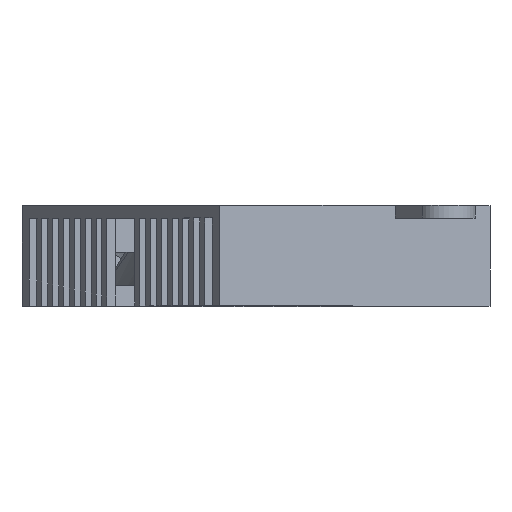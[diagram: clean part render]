
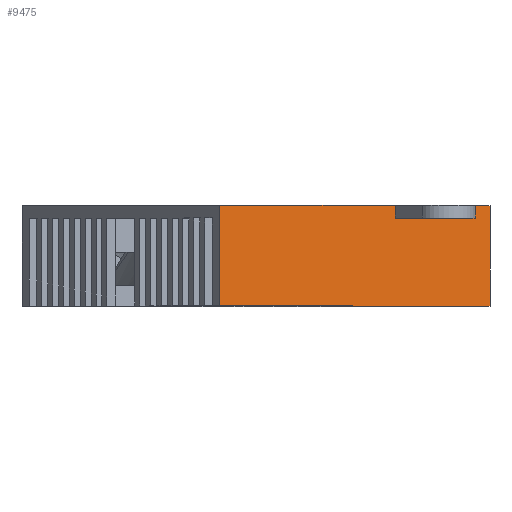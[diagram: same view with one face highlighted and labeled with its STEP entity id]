
A CAD part, top view. The second image highlights one B-rep face of the part: STEP entity #9475.
In plain terms, the highlighted face is planar.
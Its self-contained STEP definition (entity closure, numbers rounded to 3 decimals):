
#115 = EDGE_CURVE ( 'NONE', #15045, #17289, #8465, .T. ) ;
#224 = VERTEX_POINT ( 'NONE', #11977 ) ;
#231 = VECTOR ( 'NONE', #18050, 1000. ) ;
#340 = DIRECTION ( 'NONE',  ( -1., 0., 0. ) ) ;
#2245 = VECTOR ( 'NONE', #15688, 1000. ) ;
#2998 = CARTESIAN_POINT ( 'NONE',  ( 20., 0., -6. ) ) ;
#3123 = LINE ( 'NONE', #8587, #19459 ) ;
#3185 = CARTESIAN_POINT ( 'NONE',  ( 20., -1.5, -20. ) ) ;
#3538 = CARTESIAN_POINT ( 'NONE',  ( 20., -12., 20. ) ) ;
#3672 = ORIENTED_EDGE ( 'NONE', *, *, #19214, .F. ) ;
#3964 = CARTESIAN_POINT ( 'NONE',  ( 20., -12., -20. ) ) ;
#4212 = CARTESIAN_POINT ( 'NONE',  ( 20., 0., 20. ) ) ;
#4788 = DIRECTION ( 'NONE',  ( 0., 0., 1. ) ) ;
#5027 = LINE ( 'NONE', #20032, #19677 ) ;
#5334 = VECTOR ( 'NONE', #7726, 1000. ) ;
#5427 = ORIENTED_EDGE ( 'NONE', *, *, #17576, .T. ) ;
#5509 = EDGE_CURVE ( 'NONE', #23358, #18010, #13744, .T. ) ;
#5679 = DIRECTION ( 'NONE',  ( 0., 0., 1. ) ) ;
#6417 = EDGE_CURVE ( 'NONE', #23358, #224, #12407, .T. ) ;
#6633 = DIRECTION ( 'NONE',  ( 0., 0., 1. ) ) ;
#7497 = CARTESIAN_POINT ( 'NONE',  ( 20., -1.5, 0. ) ) ;
#7726 = DIRECTION ( 'NONE',  ( 0., 1., 0. ) ) ;
#7859 = LINE ( 'NONE', #9672, #5334 ) ;
#8042 = ORIENTED_EDGE ( 'NONE', *, *, #18562, .T. ) ;
#8266 = CARTESIAN_POINT ( 'NONE',  ( 20., -12., 0. ) ) ;
#8465 = LINE ( 'NONE', #12105, #22544 ) ;
#8558 = CARTESIAN_POINT ( 'NONE',  ( 20., -1.5, -6. ) ) ;
#8587 = CARTESIAN_POINT ( 'NONE',  ( 20., -1.5, -6. ) ) ;
#8608 = VERTEX_POINT ( 'NONE', #8558 ) ;
#9475 = ADVANCED_FACE ( 'NONE', ( #11261 ), #15183, .F. ) ;
#9563 = VECTOR ( 'NONE', #22325, 1000. ) ;
#9672 = CARTESIAN_POINT ( 'NONE',  ( 20., -1.5, -13. ) ) ;
#10129 = EDGE_CURVE ( 'NONE', #21582, #8608, #23577, .T. ) ;
#11261 = FACE_OUTER_BOUND ( 'NONE', #13428, .T. ) ;
#11956 = DIRECTION ( 'NONE',  ( 0., 1., 0. ) ) ;
#11977 = CARTESIAN_POINT ( 'NONE',  ( 20., 0., -20. ) ) ;
#12105 = CARTESIAN_POINT ( 'NONE',  ( 20., 0., 0. ) ) ;
#12198 = CARTESIAN_POINT ( 'NONE',  ( 20., -1.5, 0. ) ) ;
#12407 = LINE ( 'NONE', #3185, #20877 ) ;
#13428 = EDGE_LOOP ( 'NONE', ( #13431, #3672, #21860, #18912, #8042, #14909, #14624, #5427 ) ) ;
#13431 = ORIENTED_EDGE ( 'NONE', *, *, #115, .T. ) ;
#13458 = CARTESIAN_POINT ( 'NONE',  ( 20., 0., -13. ) ) ;
#13744 = LINE ( 'NONE', #8266, #2245 ) ;
#14624 = ORIENTED_EDGE ( 'NONE', *, *, #10129, .T. ) ;
#14909 = ORIENTED_EDGE ( 'NONE', *, *, #20170, .F. ) ;
#15045 = VERTEX_POINT ( 'NONE', #2998 ) ;
#15183 = PLANE ( 'NONE',  #15758 ) ;
#15688 = DIRECTION ( 'NONE',  ( 0., 0., 1. ) ) ;
#15758 = AXIS2_PLACEMENT_3D ( 'NONE', #7497, #340, #5679 ) ;
#16491 = DIRECTION ( 'NONE',  ( 0., 1., 0. ) ) ;
#17289 = VERTEX_POINT ( 'NONE', #4212 ) ;
#17576 = EDGE_CURVE ( 'NONE', #8608, #15045, #3123, .T. ) ;
#18010 = VERTEX_POINT ( 'NONE', #3538 ) ;
#18050 = DIRECTION ( 'NONE',  ( 0., 0., 1. ) ) ;
#18562 = EDGE_CURVE ( 'NONE', #224, #23419, #5027, .T. ) ;
#18912 = ORIENTED_EDGE ( 'NONE', *, *, #6417, .T. ) ;
#19004 = LINE ( 'NONE', #22811, #9563 ) ;
#19214 = EDGE_CURVE ( 'NONE', #18010, #17289, #19004, .T. ) ;
#19459 = VECTOR ( 'NONE', #16491, 1000. ) ;
#19677 = VECTOR ( 'NONE', #4788, 1000. ) ;
#20032 = CARTESIAN_POINT ( 'NONE',  ( 20., 0., 0. ) ) ;
#20138 = CARTESIAN_POINT ( 'NONE',  ( 20., -1.5, -13. ) ) ;
#20170 = EDGE_CURVE ( 'NONE', #21582, #23419, #7859, .T. ) ;
#20877 = VECTOR ( 'NONE', #11956, 1000. ) ;
#21582 = VERTEX_POINT ( 'NONE', #20138 ) ;
#21860 = ORIENTED_EDGE ( 'NONE', *, *, #5509, .F. ) ;
#22325 = DIRECTION ( 'NONE',  ( 0., 1., 0. ) ) ;
#22544 = VECTOR ( 'NONE', #6633, 1000. ) ;
#22811 = CARTESIAN_POINT ( 'NONE',  ( 20., -1.5, 20. ) ) ;
#23358 = VERTEX_POINT ( 'NONE', #3964 ) ;
#23419 = VERTEX_POINT ( 'NONE', #13458 ) ;
#23577 = LINE ( 'NONE', #12198, #231 ) ;
